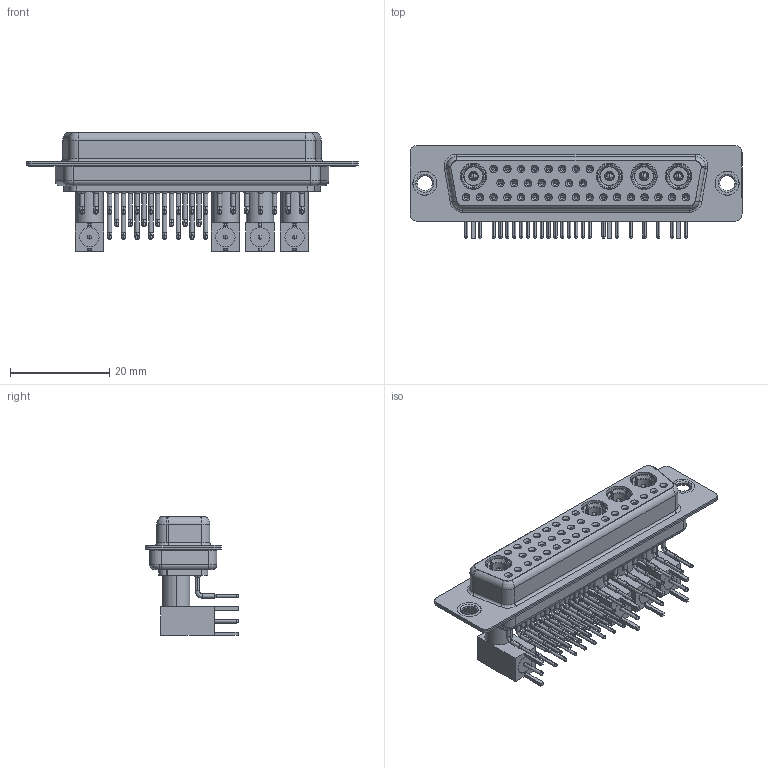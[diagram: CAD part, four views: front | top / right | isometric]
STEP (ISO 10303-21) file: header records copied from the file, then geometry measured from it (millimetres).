
FILE_DESCRIPTION (( 'STEP AP203' ), '1' );
FILE_NAME ('630-36W4640-5T1.STEP', '2022-06-09T13:10:56', ( '' ), ( '' ), 'SwSTEP 2.0', 'SolidWorks 2020', '' );
FILE_SCHEMA (( 'CONFIG_CONTROL_DESIGN' ));
Length unit declared in the file: millimetre
Products named in the file (18): 630Combo Shell Rear_50 Contacts; Co-Ax Plug Assy_RA 50; RA Back Shell_50; 630Combo Shell Front_50 Contacts; Insulator Pin_Straight PC Tail; 630-36W4640-5T1; Co-Ax Plug_RA 50; Insulator RA Pin; Locking Collar; Pin_RA 50; 630Combo Contact Row 3; 630Combo Housing_36W4; 630Combo Thru Hole Rivet; 630Combo Contact Row 1_50 Contacts; 630Combo Contact Row 2_50 Contacts
Assembly tree (65 placements, depth 3):
  630-36W4640-5T1
    630Combo Housing_36W4
    630Combo Shell Front_50 Contacts
    630Combo Shell Rear_50 Contacts
    630Combo Thru Hole Rivet  x2
    Co-Ax Plug Assy_RA 50
      Co-Ax Plug_RA 50
      Insulator Pin_Straight PC Tail
      Pin_RA 50
      Locking Collar
      RA Back Shell_50
      Insulator RA Pin
    Co-Ax Plug Assy_RA 50
      Co-Ax Plug_RA 50
      Insulator Pin_Straight PC Tail
      Pin_RA 50
      Locking Collar
      RA Back Shell_50
      Insulator RA Pin
    Co-Ax Plug Assy_RA 50
      Co-Ax Plug_RA 50
      Insulator Pin_Straight PC Tail
      Pin_RA 50
      Locking Collar
      RA Back Shell_50
      Insulator RA Pin
    Co-Ax Plug Assy_RA 50
      Co-Ax Plug_RA 50
      Insulator Pin_Straight PC Tail
      Pin_RA 50
      Locking Collar
      RA Back Shell_50
      Insulator RA Pin
    630Combo Contact Row 1_50 Contacts  x8
    630Combo Contact Row 2_50 Contacts  x7
    630Combo Contact Row 3  x17
Bounding box: 67 x 18.8 x 23.95 mm (x, y, z)
Volume: 8242.1 mm3; surface area: 18573.7 mm2
Topology: 61 solids, 61 shells, 2621 faces, 6527 edges, 4095 vertices
Faces by surface type: cylinder 1117, plane 815, cone 452, bspline 132, torus 89, sphere 16
Entity records: 31419 total; most frequent: DIRECTION 5339, CARTESIAN_POINT 5299, ORIENTED_EDGE 4386, AXIS2_PLACEMENT_3D 2230, EDGE_CURVE 2193, VERTEX_POINT 1397, CIRCLE 1219, EDGE_LOOP 1176
